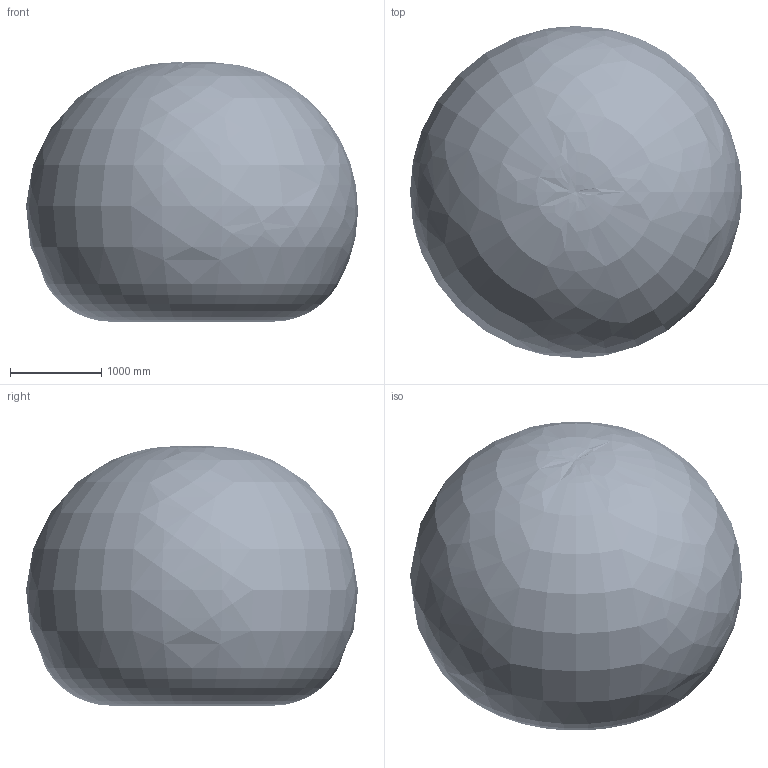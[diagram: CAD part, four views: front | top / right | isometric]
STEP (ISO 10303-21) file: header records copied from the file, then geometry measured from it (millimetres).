
FILE_DESCRIPTION(/* description */ ('STEP AP203'),/* implementation_level */ '2;1');
FILE_NAME(/* name */ '3D-model_AT_00005-01.stp',/* time_stamp */ '2024-10-15T11:10:40+02:00',/* author */ ('tim.stocker'),/* organization */ (''),/* preprocessor_version */ 'ST-DEVELOPER v19.2',/* originating_system */ 'Autodesk Inventor 2023',/* authorisation */ '');
FILE_SCHEMA (('AUTOMOTIVE_DESIGN { 1 0 10303 214 3 1 1 }'));
Products named in the file (13): AT_00005-01_DUMMY articc.p6-1959-60kg; MT_WST00116932; MT_BGR00107864 Dummy Karussell; MT_WST00116935 Dummy Karussell; MT_WST00116619; MT_BGR00107748 Dummy Schwinge; MT_WST00105762 Schwinge; MT_WST00116620; MT_WST00116662; MT_WST00116663; MT_WST00117828; MT_WST00116666; MT_WST00113276 Arbeitsbereich
Assembly tree (12 placements, depth 3):
  AT_00005-01_DUMMY articc.p6-1959-60kg
    MT_WST00116932
    MT_BGR00107864 Dummy Karussell
      MT_WST00116935 Dummy Karussell
      MT_WST00116619
    MT_BGR00107748 Dummy Schwinge
      MT_WST00105762 Schwinge
      MT_WST00116620
    MT_WST00116662
    MT_WST00116663
    MT_WST00117828
    MT_WST00116666
    MT_WST00113276 Arbeitsbereich
Bounding box: 3648.17 x 3647.51 x 2848.91 mm (x, y, z)
Volume: 21231985267.3 mm3; surface area: 49041920.6 mm2
Topology: 8 solids, 18 shells, 7089 faces, 17773 edges, 11092 vertices
Faces by surface type: plane 2427, bspline 2238, cylinder 1412, torus 529, cone 312, sphere 171
Full cylindrical faces by diameter (mm): 1.4 x4, 1.5 x4, 2.5 x4, 3.242 x3, 3.8 x6, 4 x9, 4.134 x8, 4.2 x7, 4.5 x2, 4.917 x8, 5 x13, 5.3 x6, 5.5 x26, 5.8 x4, 6 x1, 6.5 x1, 6.647 x22, 6.7 x1, 6.8 x6, 7 x24, 7.53 x2, 7.6 x4, 7.8 x1, 8 x10, 8.5 x62, 9 x4, 9.5 x6, 9.9 x4, 10 x24, 10.106 x11
Entity records: 371608 total; most frequent: CARTESIAN_POINT 207029, ORIENTED_EDGE 35122, DIRECTION 29245, EDGE_CURVE 17563, AXIS2_PLACEMENT_3D 11391, VERTEX_POINT 11089, EDGE_LOOP 7786, FACE_OUTER_BOUND 7089
